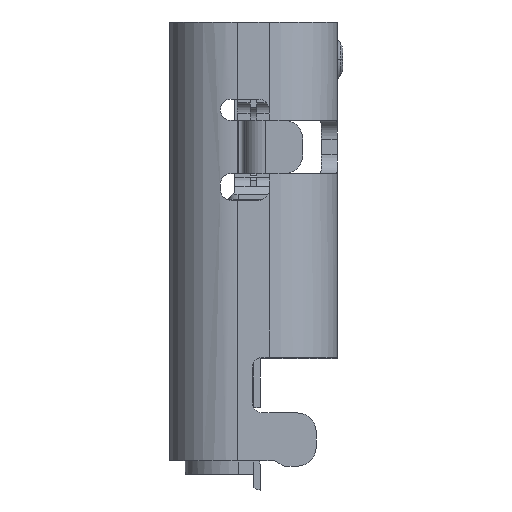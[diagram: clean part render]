
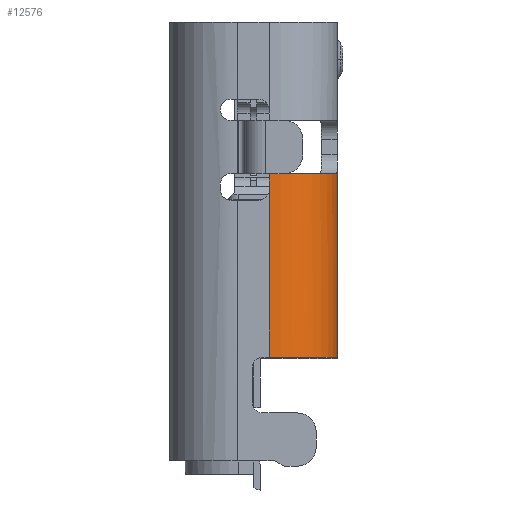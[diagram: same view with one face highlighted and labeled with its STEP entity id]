
A CAD part, left-side view. The second image highlights one B-rep face of the part: STEP entity #12576.
In plain terms, the highlighted cylindrical face has radius 1.28 mm (diameter 2.56 mm), a partial arc.
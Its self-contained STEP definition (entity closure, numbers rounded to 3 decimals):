
#438 = EDGE_CURVE ( 'NONE', #54375, #4651, #28914, .T. ) ;
#506 = ORIENTED_EDGE ( 'NONE', *, *, #27059, .T. ) ;
#1124 = EDGE_CURVE ( 'NONE', #56175, #13285, #9376, .T. ) ;
#2626 = CARTESIAN_POINT ( 'NONE',  ( -3.19, -3.231, -1.88 ) ) ;
#4651 = VERTEX_POINT ( 'NONE', #21586 ) ;
#4888 = CARTESIAN_POINT ( 'NONE',  ( -3.363, 3.938, -3.153 ) ) ;
#5869 = B_SPLINE_CURVE_WITH_KNOTS ( 'NONE', 3,
 ( #53653, #22616, #4888, #35985 ),
 .UNSPECIFIED., .F., .F.,
 ( 4, 4 ),
 ( 0., 0. ),
 .UNSPECIFIED. ) ;
#6117 = CARTESIAN_POINT ( 'NONE',  ( -3.19, 3.938, -1.88 ) ) ;
#6975 = EDGE_CURVE ( 'NONE', #51632, #9383, #21353, .T. ) ;
#8516 = EDGE_CURVE ( 'NONE', #56175, #54375, #26709, .T. ) ;
#9376 = CIRCLE ( 'NONE', #55556, 1.28 ) ;
#9383 = VERTEX_POINT ( 'NONE', #24534 ) ;
#9538 = VECTOR ( 'NONE', #15186, 1000. ) ;
#10589 = DIRECTION ( 'NONE',  ( 1., 0., 0. ) ) ;
#11683 = ORIENTED_EDGE ( 'NONE', *, *, #6975, .F. ) ;
#11726 = DIRECTION ( 'NONE',  ( 0., -1., 0. ) ) ;
#12576 = ADVANCED_FACE ( 'NONE', ( #27868 ), #14632, .T. ) ;
#13285 = VERTEX_POINT ( 'NONE', #21382 ) ;
#14410 = CARTESIAN_POINT ( 'NONE',  ( -4.47, 0., -1.88 ) ) ;
#14632 = CYLINDRICAL_SURFACE ( 'NONE', #38790, 1.28 ) ;
#15186 = DIRECTION ( 'NONE',  ( 0., 1., 0. ) ) ;
#15854 = ORIENTED_EDGE ( 'NONE', *, *, #8516, .T. ) ;
#17081 = VECTOR ( 'NONE', #25281, 1000. ) ;
#17955 = ORIENTED_EDGE ( 'NONE', *, *, #438, .T. ) ;
#18017 = EDGE_LOOP ( 'NONE', ( #52041, #15854, #17955, #42229, #11683, #506 ) ) ;
#19145 = CARTESIAN_POINT ( 'NONE',  ( -4.47, 4.238, -1.88 ) ) ;
#21353 = LINE ( 'NONE', #32926, #9538 ) ;
#21382 = CARTESIAN_POINT ( 'NONE',  ( -3.47, 3.938, -3.129 ) ) ;
#21586 = CARTESIAN_POINT ( 'NONE',  ( -4.47, 7.388, -1.88 ) ) ;
#22616 = CARTESIAN_POINT ( 'NONE',  ( -3.256, 3.886, -3.16 ) ) ;
#24534 = CARTESIAN_POINT ( 'NONE',  ( -3.19, 7.388, -3.16 ) ) ;
#25281 = DIRECTION ( 'NONE',  ( 0., 1., 0. ) ) ;
#26709 = LINE ( 'NONE', #27322, #56517 ) ;
#27059 = EDGE_CURVE ( 'NONE', #51632, #13285, #5869, .T. ) ;
#27322 = CARTESIAN_POINT ( 'NONE',  ( -4.47, 3.938, -1.88 ) ) ;
#27868 = FACE_OUTER_BOUND ( 'NONE', #18017, .T. ) ;
#28914 = LINE ( 'NONE', #14410, #17081 ) ;
#32097 = CARTESIAN_POINT ( 'NONE',  ( -3.19, 3.798, -3.16 ) ) ;
#32926 = CARTESIAN_POINT ( 'NONE',  ( -3.19, 0., -3.16 ) ) ;
#35985 = CARTESIAN_POINT ( 'NONE',  ( -3.47, 3.938, -3.129 ) ) ;
#36036 = CIRCLE ( 'NONE', #38168, 1.28 ) ;
#37152 = DIRECTION ( 'NONE',  ( 0., -1., 0. ) ) ;
#38105 = DIRECTION ( 'NONE',  ( -1., 0., 0. ) ) ;
#38168 = AXIS2_PLACEMENT_3D ( 'NONE', #38260, #11726, #42751 ) ;
#38260 = CARTESIAN_POINT ( 'NONE',  ( -3.19, 7.388, -1.88 ) ) ;
#38790 = AXIS2_PLACEMENT_3D ( 'NONE', #2626, #47095, #38105 ) ;
#40434 = EDGE_CURVE ( 'NONE', #4651, #9383, #36036, .T. ) ;
#40656 = DIRECTION ( 'NONE',  ( 0., 1., 0. ) ) ;
#40848 = CARTESIAN_POINT ( 'NONE',  ( -4.47, 3.938, -1.88 ) ) ;
#42229 = ORIENTED_EDGE ( 'NONE', *, *, #40434, .T. ) ;
#42751 = DIRECTION ( 'NONE',  ( 1., 0., 0. ) ) ;
#47095 = DIRECTION ( 'NONE',  ( 0., 1., 0. ) ) ;
#51632 = VERTEX_POINT ( 'NONE', #32097 ) ;
#52041 = ORIENTED_EDGE ( 'NONE', *, *, #1124, .F. ) ;
#53653 = CARTESIAN_POINT ( 'NONE',  ( -3.19, 3.798, -3.16 ) ) ;
#54375 = VERTEX_POINT ( 'NONE', #19145 ) ;
#55556 = AXIS2_PLACEMENT_3D ( 'NONE', #6117, #37152, #10589 ) ;
#56175 = VERTEX_POINT ( 'NONE', #40848 ) ;
#56517 = VECTOR ( 'NONE', #40656, 1000. ) ;
